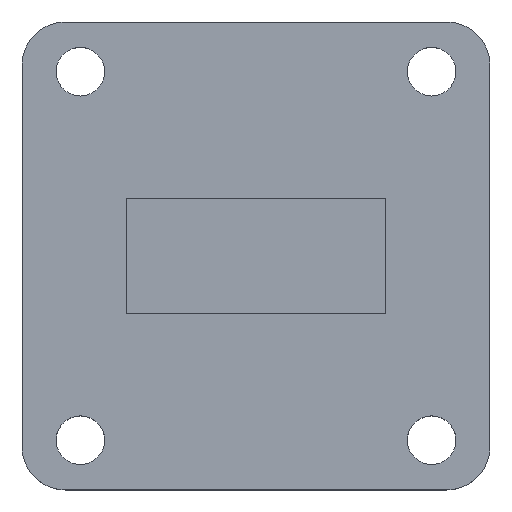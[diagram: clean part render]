
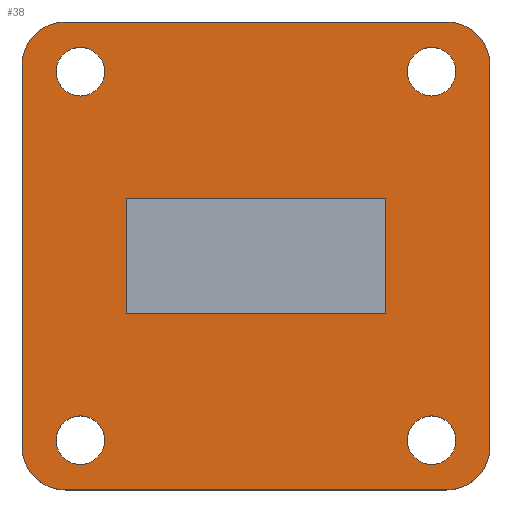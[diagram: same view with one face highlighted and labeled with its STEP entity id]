
A CAD part, top view. The second image highlights one B-rep face of the part: STEP entity #38.
In plain terms, the highlighted planar face has unit normal (0, 0, 1).
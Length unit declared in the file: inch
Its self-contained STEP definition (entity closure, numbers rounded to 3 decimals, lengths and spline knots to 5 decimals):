
#25 = EDGE_CURVE ( 'NONE', #630, #428, #704, .T. ) ;
#27 = DIRECTION ( 'NONE',  ( 0., 0., 1. ) ) ;
#28 = ORIENTED_EDGE ( 'NONE', *, *, #363, .T. ) ;
#29 = AXIS2_PLACEMENT_3D ( 'NONE', #663, #416, #355 ) ;
#32 = DIRECTION ( 'NONE',  ( 1., 0., 0. ) ) ;
#33 = EDGE_CURVE ( 'NONE', #565, #95, #711, .T. ) ;
#37 = CARTESIAN_POINT ( 'NONE',  ( -0.45, 0., 0. ) ) ;
#38 = ADVANCED_FACE ( 'NONE', ( #279, #359, #465, #228, #43, #540 ), #105, .F. ) ;
#42 = LINE ( 'NONE', #723, #643 ) ;
#43 = FACE_BOUND ( 'NONE', #144, .T. ) ;
#44 = ORIENTED_EDGE ( 'NONE', *, *, #360, .F. ) ;
#49 = EDGE_CURVE ( 'NONE', #259, #259, #562, .T. ) ;
#50 = DIRECTION ( 'NONE',  ( 0., 0., -1. ) ) ;
#56 = ORIENTED_EDGE ( 'NONE', *, *, #138, .F. ) ;
#59 = DIRECTION ( 'NONE',  ( 0., 0., 1. ) ) ;
#77 = VECTOR ( 'NONE', #275, 39.37008 ) ;
#90 = LINE ( 'NONE', #575, #240 ) ;
#93 = VERTEX_POINT ( 'NONE', #262 ) ;
#95 = VERTEX_POINT ( 'NONE', #597 ) ;
#105 = PLANE ( 'NONE',  #152 ) ;
#108 = DIRECTION ( 'NONE',  ( -1., 0., 0. ) ) ;
#112 = LINE ( 'NONE', #412, #679 ) ;
#126 = CIRCLE ( 'NONE', #420, 0.0845 ) ;
#129 = EDGE_CURVE ( 'NONE', #630, #574, #112, .T. ) ;
#138 = EDGE_CURVE ( 'NONE', #509, #509, #316, .T. ) ;
#144 = EDGE_LOOP ( 'NONE', ( #646, #236, #430, #226 ) ) ;
#145 = EDGE_CURVE ( 'NONE', #474, #565, #603, .T. ) ;
#152 = AXIS2_PLACEMENT_3D ( 'NONE', #480, #50, #285 ) ;
#153 = CIRCLE ( 'NONE', #767, 0.15 ) ;
#170 = CARTESIAN_POINT ( 'NONE',  ( -0.6625, -0.8125, 0. ) ) ;
#176 = VERTEX_POINT ( 'NONE', #556 ) ;
#184 = CARTESIAN_POINT ( 'NONE',  ( 0.8125, 0.6625, 0. ) ) ;
#188 = DIRECTION ( 'NONE',  ( -1., 0., 0. ) ) ;
#192 = VERTEX_POINT ( 'NONE', #184 ) ;
#193 = LINE ( 'NONE', #697, #300 ) ;
#207 = VERTEX_POINT ( 'NONE', #397 ) ;
#210 = CARTESIAN_POINT ( 'NONE',  ( 0.6625, -0.6625, 0. ) ) ;
#226 = ORIENTED_EDGE ( 'NONE', *, *, #145, .F. ) ;
#228 = FACE_BOUND ( 'NONE', #774, .T. ) ;
#236 = ORIENTED_EDGE ( 'NONE', *, *, #301, .F. ) ;
#238 = DIRECTION ( 'NONE',  ( 1., 0., 0. ) ) ;
#240 = VECTOR ( 'NONE', #380, 39.37008 ) ;
#249 = CARTESIAN_POINT ( 'NONE',  ( 0.45, -0.2, 0. ) ) ;
#259 = VERTEX_POINT ( 'NONE', #502 ) ;
#262 = CARTESIAN_POINT ( 'NONE',  ( -0.5255, 0.64, 0. ) ) ;
#265 = ORIENTED_EDGE ( 'NONE', *, *, #461, .F. ) ;
#268 = CARTESIAN_POINT ( 'NONE',  ( 0.8125, -0.6625, 0. ) ) ;
#275 = DIRECTION ( 'NONE',  ( 1., 0., 0. ) ) ;
#279 = FACE_BOUND ( 'NONE', #673, .T. ) ;
#285 = DIRECTION ( 'NONE',  ( 0., -1., 0. ) ) ;
#286 = AXIS2_PLACEMENT_3D ( 'NONE', #340, #59, #238 ) ;
#289 = CARTESIAN_POINT ( 'NONE',  ( -0.61, 0.64, 0. ) ) ;
#290 = CARTESIAN_POINT ( 'NONE',  ( 0., 0.2, 0. ) ) ;
#292 = DIRECTION ( 'NONE',  ( 0., 0., 1. ) ) ;
#300 = VECTOR ( 'NONE', #32, 39.37008 ) ;
#301 = EDGE_CURVE ( 'NONE', #95, #747, #193, .T. ) ;
#316 = CIRCLE ( 'NONE', #29, 0.0845 ) ;
#327 = ORIENTED_EDGE ( 'NONE', *, *, #541, .F. ) ;
#332 = DIRECTION ( 'NONE',  ( -1., 0., 0. ) ) ;
#336 = DIRECTION ( 'NONE',  ( 0., 0., 1. ) ) ;
#340 = CARTESIAN_POINT ( 'NONE',  ( -0.61, -0.64, 0. ) ) ;
#342 = AXIS2_PLACEMENT_3D ( 'NONE', #411, #292, #415 ) ;
#355 = DIRECTION ( 'NONE',  ( 1., 0., 0. ) ) ;
#356 = AXIS2_PLACEMENT_3D ( 'NONE', #752, #27, #451 ) ;
#359 = FACE_BOUND ( 'NONE', #570, .T. ) ;
#360 = EDGE_CURVE ( 'NONE', #176, #543, #578, .T. ) ;
#363 = EDGE_CURVE ( 'NONE', #192, #543, #496, .T. ) ;
#374 = CARTESIAN_POINT ( 'NONE',  ( 0.6625, -0.8125, 0. ) ) ;
#380 = DIRECTION ( 'NONE',  ( 0., 1., 0. ) ) ;
#386 = EDGE_LOOP ( 'NONE', ( #481 ) ) ;
#397 = CARTESIAN_POINT ( 'NONE',  ( 0.6945, -0.64, 0. ) ) ;
#398 = DIRECTION ( 'NONE',  ( -1., 0., 0. ) ) ;
#404 = VERTEX_POINT ( 'NONE', #456 ) ;
#411 = CARTESIAN_POINT ( 'NONE',  ( -0.6625, -0.6625, 0. ) ) ;
#412 = CARTESIAN_POINT ( 'NONE',  ( 0., -0.8125, 0. ) ) ;
#414 = EDGE_CURVE ( 'NONE', #176, #404, #153, .T. ) ;
#415 = DIRECTION ( 'NONE',  ( -1., 0., 0. ) ) ;
#416 = DIRECTION ( 'NONE',  ( 0., 0., 1. ) ) ;
#417 = EDGE_CURVE ( 'NONE', #747, #474, #90, .T. ) ;
#420 = AXIS2_PLACEMENT_3D ( 'NONE', #581, #524, #519 ) ;
#423 = EDGE_CURVE ( 'NONE', #207, #207, #126, .T. ) ;
#428 = VERTEX_POINT ( 'NONE', #268 ) ;
#430 = ORIENTED_EDGE ( 'NONE', *, *, #33, .F. ) ;
#431 = LINE ( 'NONE', #483, #669 ) ;
#444 = ORIENTED_EDGE ( 'NONE', *, *, #414, .T. ) ;
#446 = ORIENTED_EDGE ( 'NONE', *, *, #482, .T. ) ;
#450 = ORIENTED_EDGE ( 'NONE', *, *, #604, .F. ) ;
#451 = DIRECTION ( 'NONE',  ( -1., 0., 0. ) ) ;
#455 = AXIS2_PLACEMENT_3D ( 'NONE', #210, #458, #332 ) ;
#456 = CARTESIAN_POINT ( 'NONE',  ( -0.8125, 0.6625, 0. ) ) ;
#458 = DIRECTION ( 'NONE',  ( 0., 0., 1. ) ) ;
#461 = EDGE_CURVE ( 'NONE', #93, #93, #510, .T. ) ;
#465 = FACE_BOUND ( 'NONE', #386, .T. ) ;
#466 = ORIENTED_EDGE ( 'NONE', *, *, #25, .T. ) ;
#474 = VERTEX_POINT ( 'NONE', #598 ) ;
#480 = CARTESIAN_POINT ( 'NONE',  ( 0., 0., 0. ) ) ;
#481 = ORIENTED_EDGE ( 'NONE', *, *, #423, .F. ) ;
#482 = EDGE_CURVE ( 'NONE', #696, #574, #655, .T. ) ;
#483 = CARTESIAN_POINT ( 'NONE',  ( -0.8125, 0., 0. ) ) ;
#485 = ORIENTED_EDGE ( 'NONE', *, *, #49, .F. ) ;
#496 = CIRCLE ( 'NONE', #356, 0.15 ) ;
#502 = CARTESIAN_POINT ( 'NONE',  ( -0.5255, -0.64, 0. ) ) ;
#508 = CARTESIAN_POINT ( 'NONE',  ( 0., 0.8125, 0. ) ) ;
#509 = VERTEX_POINT ( 'NONE', #698 ) ;
#510 = CIRCLE ( 'NONE', #693, 0.0845 ) ;
#519 = DIRECTION ( 'NONE',  ( 1., 0., 0. ) ) ;
#524 = DIRECTION ( 'NONE',  ( 0., 0., 1. ) ) ;
#528 = EDGE_LOOP ( 'NONE', ( #450, #446, #715, #466, #327, #28, #44, #444 ) ) ;
#540 = FACE_OUTER_BOUND ( 'NONE', #528, .T. ) ;
#541 = EDGE_CURVE ( 'NONE', #192, #428, #42, .T. ) ;
#543 = VERTEX_POINT ( 'NONE', #654 ) ;
#556 = CARTESIAN_POINT ( 'NONE',  ( -0.6625, 0.8125, 0. ) ) ;
#562 = CIRCLE ( 'NONE', #286, 0.0845 ) ;
#565 = VERTEX_POINT ( 'NONE', #602 ) ;
#570 = EDGE_LOOP ( 'NONE', ( #56 ) ) ;
#574 = VERTEX_POINT ( 'NONE', #170 ) ;
#575 = CARTESIAN_POINT ( 'NONE',  ( 0.45, 0., 0. ) ) ;
#578 = LINE ( 'NONE', #508, #77 ) ;
#581 = CARTESIAN_POINT ( 'NONE',  ( 0.61, -0.64, 0. ) ) ;
#589 = DIRECTION ( 'NONE',  ( 0., 0., 1. ) ) ;
#597 = CARTESIAN_POINT ( 'NONE',  ( -0.45, -0.2, 0. ) ) ;
#598 = CARTESIAN_POINT ( 'NONE',  ( 0.45, 0.2, 0. ) ) ;
#602 = CARTESIAN_POINT ( 'NONE',  ( -0.45, 0.2, 0. ) ) ;
#603 = LINE ( 'NONE', #290, #765 ) ;
#604 = EDGE_CURVE ( 'NONE', #696, #404, #431, .T. ) ;
#630 = VERTEX_POINT ( 'NONE', #374 ) ;
#643 = VECTOR ( 'NONE', #717, 39.37008 ) ;
#646 = ORIENTED_EDGE ( 'NONE', *, *, #417, .F. ) ;
#654 = CARTESIAN_POINT ( 'NONE',  ( 0.6625, 0.8125, 0. ) ) ;
#655 = CIRCLE ( 'NONE', #342, 0.15 ) ;
#663 = CARTESIAN_POINT ( 'NONE',  ( 0.61, 0.64, 0. ) ) ;
#669 = VECTOR ( 'NONE', #682, 39.37008 ) ;
#673 = EDGE_LOOP ( 'NONE', ( #265 ) ) ;
#679 = VECTOR ( 'NONE', #108, 39.37008 ) ;
#682 = DIRECTION ( 'NONE',  ( 0., 1., 0. ) ) ;
#693 = AXIS2_PLACEMENT_3D ( 'NONE', #289, #589, #713 ) ;
#696 = VERTEX_POINT ( 'NONE', #790 ) ;
#697 = CARTESIAN_POINT ( 'NONE',  ( 0., -0.2, 0. ) ) ;
#698 = CARTESIAN_POINT ( 'NONE',  ( 0.6945, 0.64, 0. ) ) ;
#702 = CARTESIAN_POINT ( 'NONE',  ( -0.6625, 0.6625, 0. ) ) ;
#704 = CIRCLE ( 'NONE', #455, 0.15 ) ;
#711 = LINE ( 'NONE', #37, #779 ) ;
#713 = DIRECTION ( 'NONE',  ( 1., 0., 0. ) ) ;
#715 = ORIENTED_EDGE ( 'NONE', *, *, #129, .F. ) ;
#717 = DIRECTION ( 'NONE',  ( 0., -1., 0. ) ) ;
#723 = CARTESIAN_POINT ( 'NONE',  ( 0.8125, 0., 0. ) ) ;
#724 = DIRECTION ( 'NONE',  ( 0., -1., 0. ) ) ;
#747 = VERTEX_POINT ( 'NONE', #249 ) ;
#752 = CARTESIAN_POINT ( 'NONE',  ( 0.6625, 0.6625, 0. ) ) ;
#765 = VECTOR ( 'NONE', #188, 39.37008 ) ;
#767 = AXIS2_PLACEMENT_3D ( 'NONE', #702, #336, #398 ) ;
#774 = EDGE_LOOP ( 'NONE', ( #485 ) ) ;
#779 = VECTOR ( 'NONE', #724, 39.37008 ) ;
#790 = CARTESIAN_POINT ( 'NONE',  ( -0.8125, -0.6625, 0. ) ) ;
